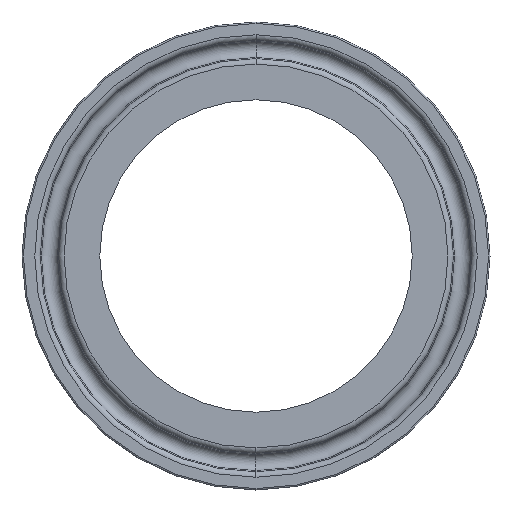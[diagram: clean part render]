
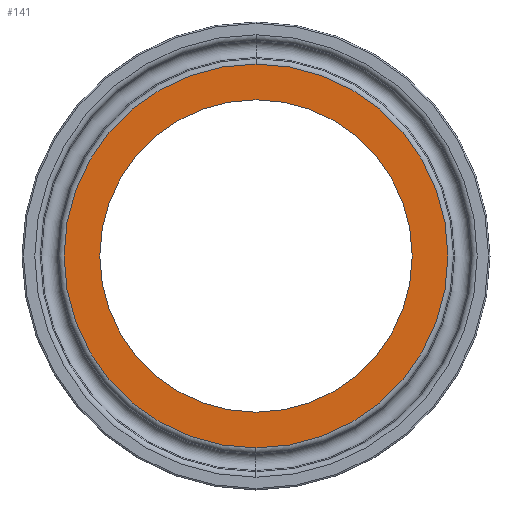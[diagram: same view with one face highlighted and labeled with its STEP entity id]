
A CAD part, left-side view. The second image highlights one B-rep face of the part: STEP entity #141.
In plain terms, the highlighted planar face has unit normal (-1, 0, 0).
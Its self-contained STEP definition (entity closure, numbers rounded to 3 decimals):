
#7 = CIRCLE ( 'NONE', #334, 26.247 ) ;
#62 = CARTESIAN_POINT ( 'NONE',  ( 0., 0., 21.36 ) ) ;
#79 = DIRECTION ( 'NONE',  ( 1., 0., 0. ) ) ;
#94 = EDGE_CURVE ( 'NONE', #268, #485, #236, .T. ) ;
#127 = ORIENTED_EDGE ( 'NONE', *, *, #94, .T. ) ;
#136 = FACE_BOUND ( 'NONE', #658, .T. ) ;
#141 = ADVANCED_FACE ( 'NONE', ( #136, #246 ), #304, .F. ) ;
#198 = CARTESIAN_POINT ( 'NONE',  ( 0., 0., -21.36 ) ) ;
#220 = EDGE_CURVE ( 'NONE', #309, #222, #387, .T. ) ;
#222 = VERTEX_POINT ( 'NONE', #198 ) ;
#232 = DIRECTION ( 'NONE',  ( -1., 0., 0. ) ) ;
#236 = CIRCLE ( 'NONE', #660, 26.247 ) ;
#246 = FACE_OUTER_BOUND ( 'NONE', #394, .T. ) ;
#251 = ORIENTED_EDGE ( 'NONE', *, *, #220, .F. ) ;
#258 = DIRECTION ( 'NONE',  ( -1., 0., 0. ) ) ;
#266 = EDGE_CURVE ( 'NONE', #485, #268, #7, .T. ) ;
#268 = VERTEX_POINT ( 'NONE', #416 ) ;
#293 = CARTESIAN_POINT ( 'NONE',  ( 0., 0., 0. ) ) ;
#304 = PLANE ( 'NONE',  #439 ) ;
#308 = CIRCLE ( 'NONE', #621, 21.36 ) ;
#309 = VERTEX_POINT ( 'NONE', #62 ) ;
#334 = AXIS2_PLACEMENT_3D ( 'NONE', #410, #466, #517 ) ;
#387 = CIRCLE ( 'NONE', #591, 21.36 ) ;
#394 = EDGE_LOOP ( 'NONE', ( #127, #554 ) ) ;
#410 = CARTESIAN_POINT ( 'NONE',  ( 0., 0., 0. ) ) ;
#416 = CARTESIAN_POINT ( 'NONE',  ( 0., 0., 26.247 ) ) ;
#439 = AXIS2_PLACEMENT_3D ( 'NONE', #704, #79, #483 ) ;
#457 = ORIENTED_EDGE ( 'NONE', *, *, #520, .F. ) ;
#466 = DIRECTION ( 'NONE',  ( -1., 0., 0. ) ) ;
#483 = DIRECTION ( 'NONE',  ( 0., 0., -1. ) ) ;
#485 = VERTEX_POINT ( 'NONE', #573 ) ;
#517 = DIRECTION ( 'NONE',  ( 0., 0., 1. ) ) ;
#518 = DIRECTION ( 'NONE',  ( 0., 0., 1. ) ) ;
#520 = EDGE_CURVE ( 'NONE', #222, #309, #308, .T. ) ;
#530 = CARTESIAN_POINT ( 'NONE',  ( 0., 0., 0. ) ) ;
#554 = ORIENTED_EDGE ( 'NONE', *, *, #266, .T. ) ;
#568 = DIRECTION ( 'NONE',  ( -1., 0., 0. ) ) ;
#573 = CARTESIAN_POINT ( 'NONE',  ( 0., 0., -26.247 ) ) ;
#591 = AXIS2_PLACEMENT_3D ( 'NONE', #656, #258, #717 ) ;
#621 = AXIS2_PLACEMENT_3D ( 'NONE', #530, #232, #691 ) ;
#656 = CARTESIAN_POINT ( 'NONE',  ( 0., 0., 0. ) ) ;
#658 = EDGE_LOOP ( 'NONE', ( #251, #457 ) ) ;
#660 = AXIS2_PLACEMENT_3D ( 'NONE', #293, #568, #518 ) ;
#691 = DIRECTION ( 'NONE',  ( 0., 0., 1. ) ) ;
#704 = CARTESIAN_POINT ( 'NONE',  ( 0., 26.247, 0. ) ) ;
#717 = DIRECTION ( 'NONE',  ( 0., 0., 1. ) ) ;
